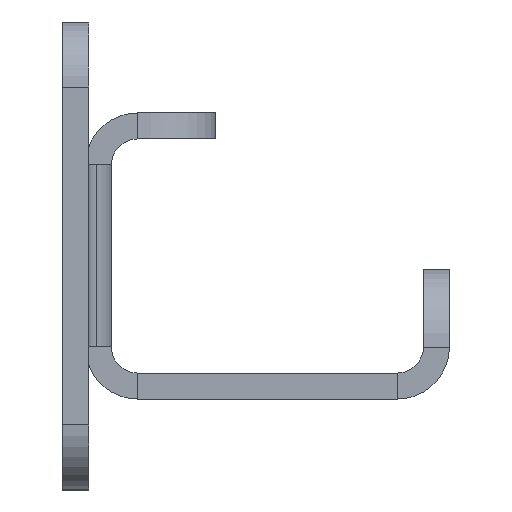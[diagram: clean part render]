
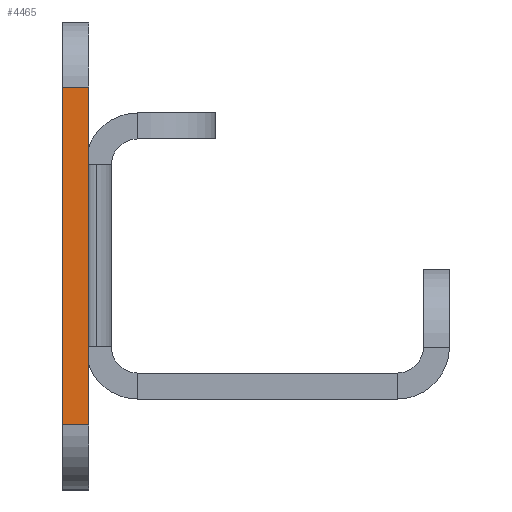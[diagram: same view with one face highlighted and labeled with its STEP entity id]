
A CAD part, left-side view. The second image highlights one B-rep face of the part: STEP entity #4465.
In plain terms, the highlighted planar face has unit normal (-1, 0, 0).
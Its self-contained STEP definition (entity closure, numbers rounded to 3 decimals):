
#54 = CARTESIAN_POINT ( 'NONE',  ( -278.5, -49.079, -13. ) ) ;
#337 = LINE ( 'NONE', #1382, #3368 ) ;
#506 = CARTESIAN_POINT ( 'NONE',  ( -278.5, -49.079, 13. ) ) ;
#794 = DIRECTION ( 'NONE',  ( 0., 0., 1. ) ) ;
#848 = CARTESIAN_POINT ( 'NONE',  ( -278.5, 1.757, -13. ) ) ;
#895 = DIRECTION ( 'NONE',  ( -1., 0., 0. ) ) ;
#938 = LINE ( 'NONE', #506, #5339 ) ;
#969 = EDGE_CURVE ( 'NONE', #991, #2233, #1227, .T. ) ;
#991 = VERTEX_POINT ( 'NONE', #848 ) ;
#1227 = LINE ( 'NONE', #2007, #4694 ) ;
#1232 = ORIENTED_EDGE ( 'NONE', *, *, #4148, .F. ) ;
#1382 = CARTESIAN_POINT ( 'NONE',  ( -278.5, -0.243, -18. ) ) ;
#1560 = VECTOR ( 'NONE', #5050, 1000. ) ;
#1598 = EDGE_CURVE ( 'NONE', #991, #3911, #4593, .T. ) ;
#1609 = CARTESIAN_POINT ( 'NONE',  ( -278.5, -0.243, 13. ) ) ;
#1887 = PLANE ( 'NONE',  #2153 ) ;
#2007 = CARTESIAN_POINT ( 'NONE',  ( -278.5, 1.757, -18. ) ) ;
#2152 = CARTESIAN_POINT ( 'NONE',  ( -278.5, 1.757, 13. ) ) ;
#2153 = AXIS2_PLACEMENT_3D ( 'NONE', #4963, #895, #3619 ) ;
#2201 = CARTESIAN_POINT ( 'NONE',  ( -278.5, -0.243, -13. ) ) ;
#2233 = VERTEX_POINT ( 'NONE', #2152 ) ;
#3368 = VECTOR ( 'NONE', #3518, 1000. ) ;
#3518 = DIRECTION ( 'NONE',  ( 0., 0., -1. ) ) ;
#3605 = EDGE_CURVE ( 'NONE', #5203, #2233, #938, .T. ) ;
#3619 = DIRECTION ( 'NONE',  ( 0., 0., 1. ) ) ;
#3687 = ORIENTED_EDGE ( 'NONE', *, *, #3605, .T. ) ;
#3911 = VERTEX_POINT ( 'NONE', #2201 ) ;
#4148 = EDGE_CURVE ( 'NONE', #5203, #3911, #337, .T. ) ;
#4465 = ADVANCED_FACE ( 'NONE', ( #4499 ), #1887, .T. ) ;
#4499 = FACE_OUTER_BOUND ( 'NONE', #4997, .T. ) ;
#4576 = DIRECTION ( 'NONE',  ( 0., 1., 0. ) ) ;
#4593 = LINE ( 'NONE', #54, #1560 ) ;
#4621 = ORIENTED_EDGE ( 'NONE', *, *, #1598, .T. ) ;
#4694 = VECTOR ( 'NONE', #794, 1000. ) ;
#4963 = CARTESIAN_POINT ( 'NONE',  ( -278.5, -49.079, -18. ) ) ;
#4997 = EDGE_LOOP ( 'NONE', ( #1232, #3687, #5542, #4621 ) ) ;
#5050 = DIRECTION ( 'NONE',  ( 0., -1., 0. ) ) ;
#5203 = VERTEX_POINT ( 'NONE', #1609 ) ;
#5339 = VECTOR ( 'NONE', #4576, 1000. ) ;
#5542 = ORIENTED_EDGE ( 'NONE', *, *, #969, .F. ) ;
